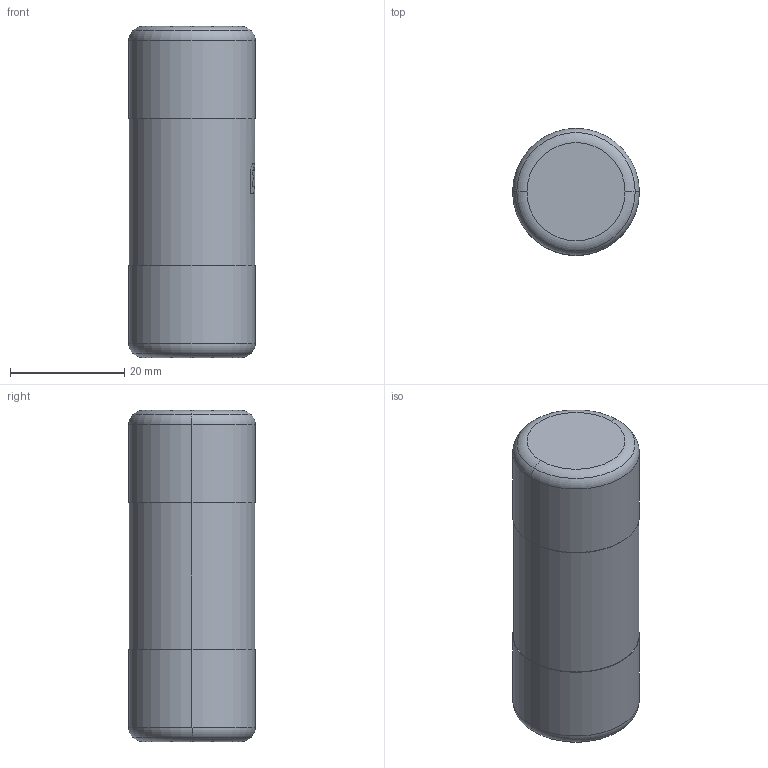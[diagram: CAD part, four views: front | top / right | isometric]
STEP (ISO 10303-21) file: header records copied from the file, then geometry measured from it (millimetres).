
FILE_DESCRIPTION((''),'2;1');
FILE_NAME('CH22X58_ASM','2021-01-18T',('marketing.praksa'),('Audax d.o.o.'),'CREO PARAMETRIC BY PTC INC, 2017480','CREO PARAMETRIC BY PTC INC, 2017480','');
FILE_SCHEMA(('AUTOMOTIVE_DESIGN { 1 0 10303 214 1 1 1 1 }'));
Length unit declared in the file: millimetre
Products named in the file (9): 1A6_1_1_2; 1AF_1; 1B3_1_1; 2CB-407_1; 2CB-408_1; 2CB-409_1; PRODUCT_ASM_1_1_2_3_ASM; C_CH22_ASM_1_ASM; CH22X58_ASM
Assembly tree (8 placements, depth 4):
  CH22X58_ASM
    C_CH22_ASM_1_ASM
      PRODUCT_ASM_1_1_2_3_ASM
        1A6_1_1_2
        1AF_1
        1B3_1_1
        2CB-407_1
        2CB-408_1
        2CB-409_1
Bounding box: 22.2 x 22.2 x 58 mm (x, y, z)
Volume: 22095 mm3; surface area: 6472.1 mm2
Topology: 6 solids, 6 shells, 125 faces, 423 edges, 312 vertices
Faces by surface type: plane 60, cylinder 57, torus 8
Entity records: 7791 total; most frequent: CARTESIAN_POINT 1355, ORIENTED_EDGE 846, DIRECTION 747, PRESENTATION_STYLE_ASSIGNMENT 554, STYLED_ITEM 554, CURVE_STYLE 423, EDGE_CURVE 423, VERTEX_POINT 312
